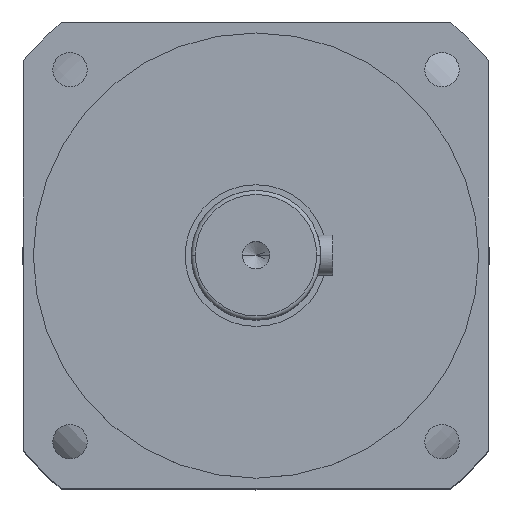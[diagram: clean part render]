
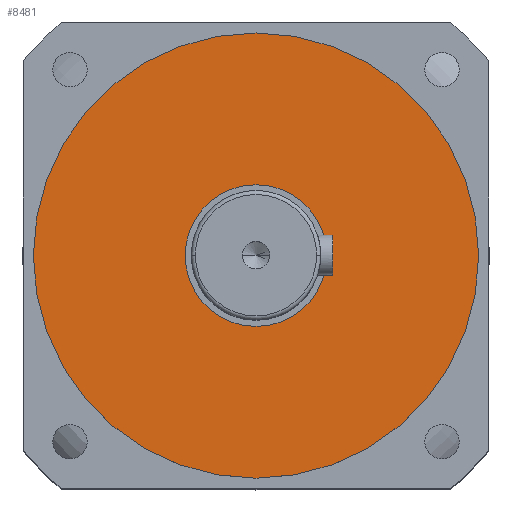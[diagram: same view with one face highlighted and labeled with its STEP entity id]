
A CAD part, top view. The second image highlights one B-rep face of the part: STEP entity #8481.
In plain terms, the highlighted planar face has unit normal (0, 0, 1).
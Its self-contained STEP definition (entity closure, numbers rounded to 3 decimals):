
#394 = ORIENTED_EDGE ( 'NONE', *, *, #6834, .T. ) ;
#1007 = EDGE_LOOP ( 'NONE', ( #5025, #394 ) ) ;
#1105 = CARTESIAN_POINT ( 'NONE',  ( 0., 0., -53. ) ) ;
#1337 = CIRCLE ( 'NONE', #8058, 17.5 ) ;
#1487 = CARTESIAN_POINT ( 'NONE',  ( 55., 0., -53. ) ) ;
#1746 = AXIS2_PLACEMENT_3D ( 'NONE', #2794, #2057, #3487 ) ;
#1826 = DIRECTION ( 'NONE',  ( 1., 0., 0. ) ) ;
#1978 = CARTESIAN_POINT ( 'NONE',  ( 0., 0., -53. ) ) ;
#2057 = DIRECTION ( 'NONE',  ( 0., 0., -1. ) ) ;
#2081 = PLANE ( 'NONE',  #1746 ) ;
#2562 = ORIENTED_EDGE ( 'NONE', *, *, #8900, .F. ) ;
#2689 = DIRECTION ( 'NONE',  ( 1., 0., 0. ) ) ;
#2752 = ORIENTED_EDGE ( 'NONE', *, *, #8717, .F. ) ;
#2794 = CARTESIAN_POINT ( 'NONE',  ( 0., 55., -53. ) ) ;
#2802 = AXIS2_PLACEMENT_3D ( 'NONE', #7544, #3417, #8226 ) ;
#3160 = CARTESIAN_POINT ( 'NONE',  ( 0., 0., -53. ) ) ;
#3417 = DIRECTION ( 'NONE',  ( 0., 0., 1. ) ) ;
#3487 = DIRECTION ( 'NONE',  ( -1., 0., 0. ) ) ;
#3866 = DIRECTION ( 'NONE',  ( 1., 0., 0. ) ) ;
#4032 = CARTESIAN_POINT ( 'NONE',  ( -17.5, 0., -53. ) ) ;
#4071 = CIRCLE ( 'NONE', #7893, 55. ) ;
#4077 = CIRCLE ( 'NONE', #2802, 17.5 ) ;
#4641 = VERTEX_POINT ( 'NONE', #5042 ) ;
#5025 = ORIENTED_EDGE ( 'NONE', *, *, #6263, .T. ) ;
#5042 = CARTESIAN_POINT ( 'NONE',  ( -55., 0., -53. ) ) ;
#5055 = FACE_OUTER_BOUND ( 'NONE', #1007, .T. ) ;
#5981 = DIRECTION ( 'NONE',  ( 0., 0., 1. ) ) ;
#6263 = EDGE_CURVE ( 'NONE', #7866, #4641, #4071, .T. ) ;
#6755 = CIRCLE ( 'NONE', #7602, 55. ) ;
#6807 = DIRECTION ( 'NONE',  ( 0., 0., 1. ) ) ;
#6834 = EDGE_CURVE ( 'NONE', #4641, #7866, #6755, .T. ) ;
#7162 = VERTEX_POINT ( 'NONE', #7311 ) ;
#7311 = CARTESIAN_POINT ( 'NONE',  ( 17.5, 0., -53. ) ) ;
#7544 = CARTESIAN_POINT ( 'NONE',  ( 0., 0., -53. ) ) ;
#7602 = AXIS2_PLACEMENT_3D ( 'NONE', #1978, #6807, #2689 ) ;
#7673 = VERTEX_POINT ( 'NONE', #4032 ) ;
#7857 = EDGE_LOOP ( 'NONE', ( #2562, #2752 ) ) ;
#7866 = VERTEX_POINT ( 'NONE', #1487 ) ;
#7893 = AXIS2_PLACEMENT_3D ( 'NONE', #1105, #5981, #1826 ) ;
#7980 = DIRECTION ( 'NONE',  ( 0., 0., 1. ) ) ;
#8058 = AXIS2_PLACEMENT_3D ( 'NONE', #3160, #7980, #3866 ) ;
#8226 = DIRECTION ( 'NONE',  ( 1., 0., 0. ) ) ;
#8481 = ADVANCED_FACE ( 'NONE', ( #8722, #5055 ), #2081, .F. ) ;
#8717 = EDGE_CURVE ( 'NONE', #7673, #7162, #1337, .T. ) ;
#8722 = FACE_BOUND ( 'NONE', #7857, .T. ) ;
#8900 = EDGE_CURVE ( 'NONE', #7162, #7673, #4077, .T. ) ;
